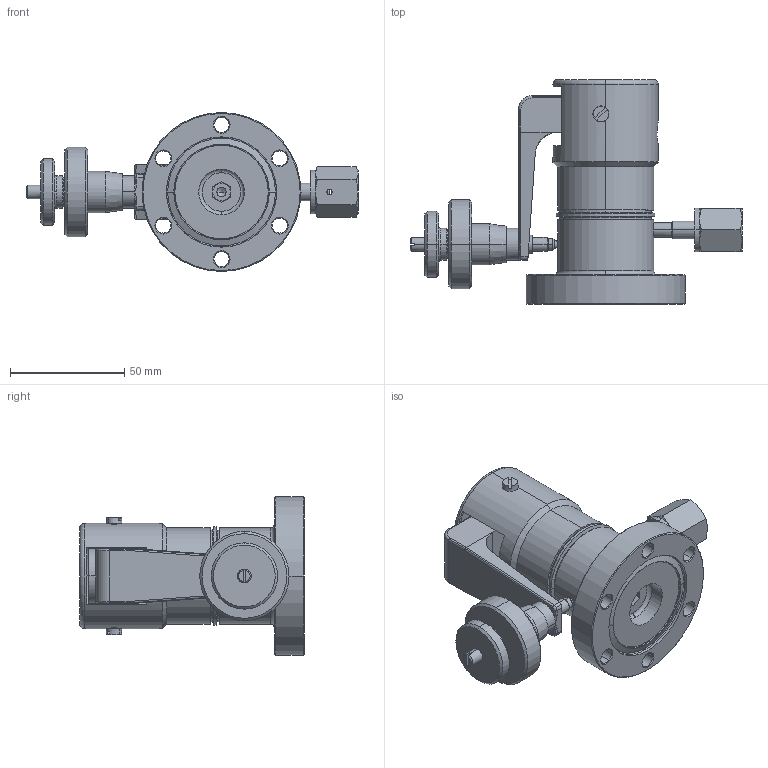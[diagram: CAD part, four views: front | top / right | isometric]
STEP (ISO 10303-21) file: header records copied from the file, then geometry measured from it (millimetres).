
FILE_DESCRIPTION((''),'2;1');
FILE_NAME('PFI52031.stp','2004-06-28T16:54:45',('KAA'),(''),'Autodesk Inventor (R) 6.0','Autodesk Inventor (R) 6.0','');
FILE_SCHEMA(('AUTOMOTIVE_DESIGN { 1 0 10303 214 1 1 1 1 }'));
Length unit declared in the file: millimetre
Products named in the file (1): PFI52031
Bounding box: 145.16 x 98.2 x 69.5 mm (x, y, z)
Volume: 181470.3 mm3; surface area: 52439.1 mm2
Topology: 4 solids, 7 shells, 359 faces, 876 edges, 545 vertices
Faces by surface type: cylinder 125, cone 99, plane 83, bspline 42, torus 8, sphere 2
Entity records: 13300 total; most frequent: CARTESIAN_POINT 4799, DIRECTION 1860, ORIENTED_EDGE 1752, EDGE_CURVE 876, AXIS2_PLACEMENT_3D 769, VERTEX_POINT 545, CIRCLE 435, EDGE_LOOP 416
